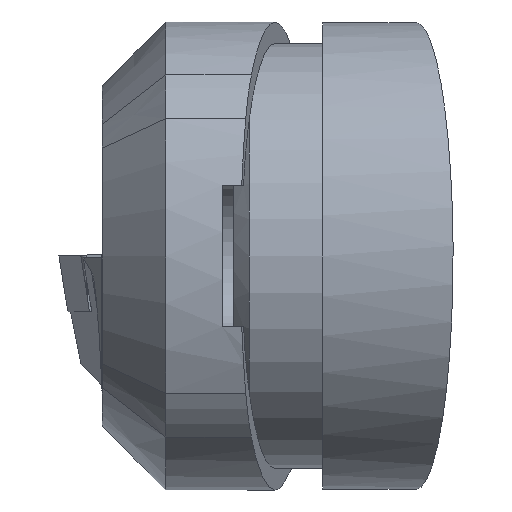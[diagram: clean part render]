
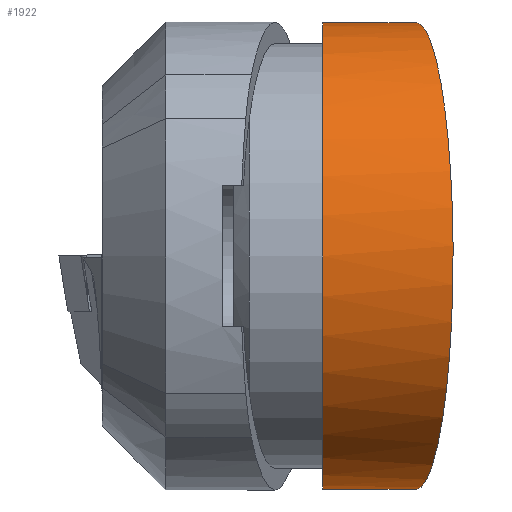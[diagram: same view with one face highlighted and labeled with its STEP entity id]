
A CAD part, front view. The second image highlights one B-rep face of the part: STEP entity #1922.
In plain terms, the highlighted cylindrical face has radius 16.5 mm (diameter 33 mm), a partial arc.
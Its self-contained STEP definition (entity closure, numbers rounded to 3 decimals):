
#758 = LINE ( 'NONE', #3869, #1951 ) ;
#953 = EDGE_LOOP ( 'NONE', ( #1346, #5277, #5109, #6321 ) ) ;
#978 = CARTESIAN_POINT ( 'NONE',  ( 17.44, -33., -16.5 ) ) ;
#1144 = DIRECTION ( 'NONE',  ( 0., 0., 1. ) ) ;
#1147 = EDGE_CURVE ( 'NONE', #1260, #2144, #3120, .T. ) ;
#1260 = VERTEX_POINT ( 'NONE', #3490 ) ;
#1346 = ORIENTED_EDGE ( 'NONE', *, *, #1147, .F. ) ;
#1536 = CARTESIAN_POINT ( 'NONE',  ( 17.44, -33., 16.5 ) ) ;
#1678 = CARTESIAN_POINT ( 'NONE',  ( 12.213, 0., 16.5 ) ) ;
#1710 = DIRECTION ( 'NONE',  ( -1., 0., 0. ) ) ;
#1749 = VERTEX_POINT ( 'NONE', #1678 ) ;
#1789 = CYLINDRICAL_SURFACE ( 'NONE', #3582, 16.5 ) ;
#1922 = ADVANCED_FACE ( 'NONE', ( #5737 ), #1789, .T. ) ;
#1951 = VECTOR ( 'NONE', #4394, 1000. ) ;
#2094 = CARTESIAN_POINT ( 'NONE',  ( 5.6, 0., 16.5 ) ) ;
#2144 = VERTEX_POINT ( 'NONE', #4791 ) ;
#2230 = EDGE_CURVE ( 'NONE', #1260, #1749, #4728, .T. ) ;
#2515 = CARTESIAN_POINT ( 'NONE',  ( 12.213, 0., 16.5 ) ) ;
#2961 = VECTOR ( 'NONE', #3667, 1000. ) ;
#3120 = LINE ( 'NONE', #3323, #2961 ) ;
#3323 = CARTESIAN_POINT ( 'NONE',  ( -34.066, 0., -16.5 ) ) ;
#3455 = CIRCLE ( 'NONE', #4199, 16.5 ) ;
#3490 = CARTESIAN_POINT ( 'NONE',  ( 12.213, 0., -16.5 ) ) ;
#3582 = AXIS2_PLACEMENT_3D ( 'NONE', #4715, #1710, #4804 ) ;
#3667 = DIRECTION ( 'NONE',  ( -1., 0., 0. ) ) ;
#3869 = CARTESIAN_POINT ( 'NONE',  ( -34.066, 0., 16.5 ) ) ;
#3937 = CARTESIAN_POINT ( 'NONE',  ( 5.6, 0., 0. ) ) ;
#3995 = EDGE_CURVE ( 'NONE', #2144, #6499, #3455, .T. ) ;
#4199 = AXIS2_PLACEMENT_3D ( 'NONE', #3937, #4743, #1144 ) ;
#4394 = DIRECTION ( 'NONE',  ( -1., 0., 0. ) ) ;
#4715 = CARTESIAN_POINT ( 'NONE',  ( -34.066, 0., 0. ) ) ;
#4728 =( BOUNDED_CURVE ( )  B_SPLINE_CURVE ( 3, ( #5206, #978, #1536, #2515 ),
 .UNSPECIFIED., .F., .F. ) 
 B_SPLINE_CURVE_WITH_KNOTS ( ( 4, 4 ),
 ( 1.571, 4.712 ),
 .UNSPECIFIED. ) 
 CURVE ( )  GEOMETRIC_REPRESENTATION_ITEM ( )  RATIONAL_B_SPLINE_CURVE ( ( 1., 0.333, 0.333, 1. ) ) 
 REPRESENTATION_ITEM ( '' )  );
#4743 = DIRECTION ( 'NONE',  ( -1., 0., 0. ) ) ;
#4791 = CARTESIAN_POINT ( 'NONE',  ( 5.6, 0., -16.5 ) ) ;
#4804 = DIRECTION ( 'NONE',  ( 0., 0., 1. ) ) ;
#5109 = ORIENTED_EDGE ( 'NONE', *, *, #6169, .T. ) ;
#5206 = CARTESIAN_POINT ( 'NONE',  ( 12.213, 0., -16.5 ) ) ;
#5277 = ORIENTED_EDGE ( 'NONE', *, *, #2230, .T. ) ;
#5737 = FACE_OUTER_BOUND ( 'NONE', #953, .T. ) ;
#6169 = EDGE_CURVE ( 'NONE', #1749, #6499, #758, .T. ) ;
#6321 = ORIENTED_EDGE ( 'NONE', *, *, #3995, .F. ) ;
#6499 = VERTEX_POINT ( 'NONE', #2094 ) ;
